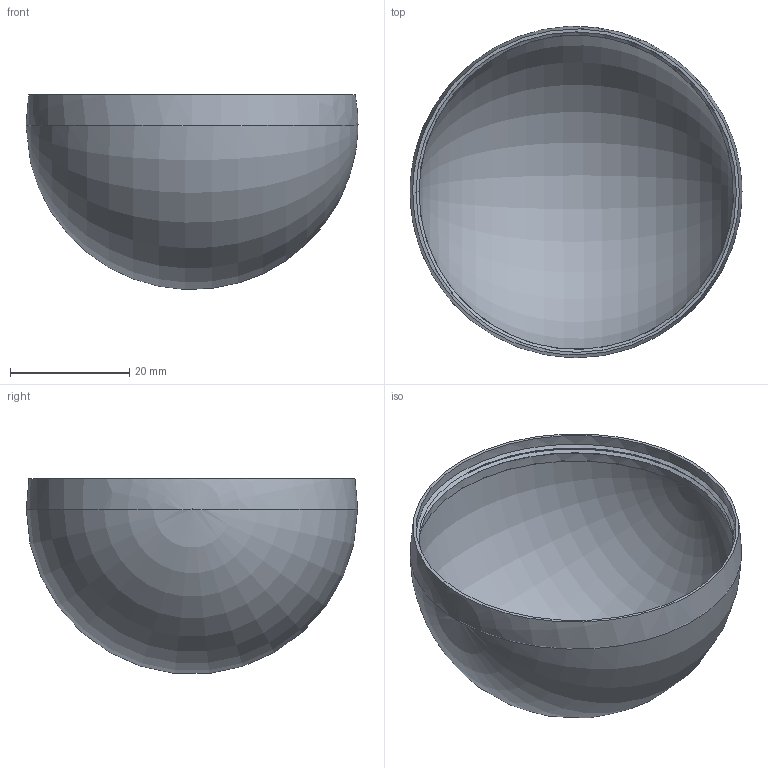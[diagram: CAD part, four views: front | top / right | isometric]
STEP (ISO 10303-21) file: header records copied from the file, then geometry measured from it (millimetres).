
FILE_DESCRIPTION(('HOOPS Exchange Step'),'2;1');
FILE_NAME('temp_export','2024-01-13T19:39:13+01:00',('Alessandro'),('Shapr3D Limited'),'HOOPS Exchange 2023.2','Shapr3D','Authorized');
FILE_SCHEMA( ('AUTOMOTIVE_DESIGN { 1 0 10303 214 1 1 1 1 }') );
Length unit declared in the file: millimetre
Products named in the file (2): bottom; root
Assembly tree (1 placements, depth 2):
  root
    bottom
Bounding box: 55.73 x 55.63 x 32.72 mm (x, y, z)
Volume: 4728.3 mm3; surface area: 11452.1 mm2
Topology: 1 solids, 1 shells, 11 faces, 25 edges, 18 vertices
Faces by surface type: plane 4, torus 3, cylinder 2, bspline 2
Full cylindrical faces by diameter (mm): 53.8 x2
Entity records: 2051 total; most frequent: CARTESIAN_POINT 1796, ORIENTED_EDGE 46, DIRECTION 37, EDGE_CURVE 23, VERTEX_POINT 18, AXIS2_PLACEMENT_3D 15, EDGE_LOOP 15, FACE_BOUND 15
